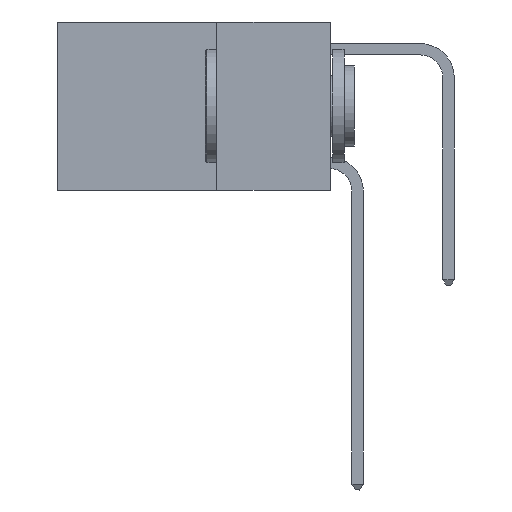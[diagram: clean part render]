
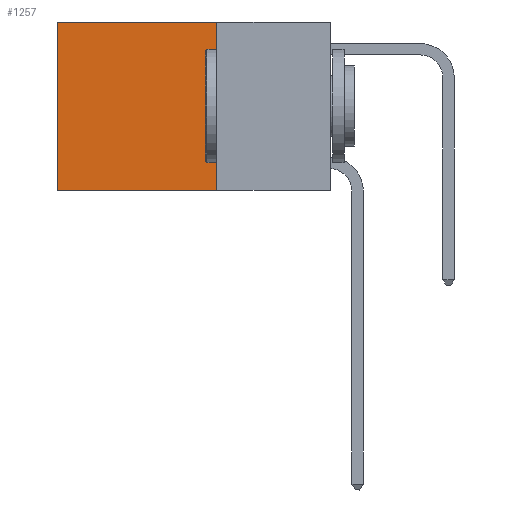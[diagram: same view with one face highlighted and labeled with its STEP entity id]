
A CAD part, left-side view. The second image highlights one B-rep face of the part: STEP entity #1257.
In plain terms, the highlighted planar face has unit normal (-1, 0, 0).
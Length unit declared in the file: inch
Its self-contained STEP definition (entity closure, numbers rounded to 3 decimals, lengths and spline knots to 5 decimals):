
#468 = EDGE_CURVE ( 'NONE', #14938, #3886, #3034, .T. ) ;
#1257 = ADVANCED_FACE ( 'NONE', ( #23374 ), #14416, .F. ) ;
#1842 = EDGE_LOOP ( 'NONE', ( #24124, #10079, #15463, #17828 ) ) ;
#1986 = DIRECTION ( 'NONE',  ( 1., 0., 0. ) ) ;
#2397 = VECTOR ( 'NONE', #14187, 39.37008 ) ;
#3034 = LINE ( 'NONE', #16358, #2397 ) ;
#3605 = VERTEX_POINT ( 'NONE', #16122 ) ;
#3886 = VERTEX_POINT ( 'NONE', #9148 ) ;
#3996 = DIRECTION ( 'NONE',  ( 0., 1., 0. ) ) ;
#7490 = VECTOR ( 'NONE', #25247, 39.37008 ) ;
#7756 = LINE ( 'NONE', #24580, #23542 ) ;
#8215 = CARTESIAN_POINT ( 'NONE',  ( 0.2625, 0.25, 0. ) ) ;
#9148 = CARTESIAN_POINT ( 'NONE',  ( 0.2625, 0.6, -0.37 ) ) ;
#9232 = AXIS2_PLACEMENT_3D ( 'NONE', #12338, #1986, #16512 ) ;
#10079 = ORIENTED_EDGE ( 'NONE', *, *, #17589, .F. ) ;
#10881 = CARTESIAN_POINT ( 'NONE',  ( 0.2625, 0.25, 0. ) ) ;
#12115 = CARTESIAN_POINT ( 'NONE',  ( 0.2625, 0.6, 0. ) ) ;
#12263 = DIRECTION ( 'NONE',  ( 0., 1., 0. ) ) ;
#12321 = LINE ( 'NONE', #10881, #7490 ) ;
#12338 = CARTESIAN_POINT ( 'NONE',  ( 0.2625, 0.25, 0. ) ) ;
#14187 = DIRECTION ( 'NONE',  ( 0., 0., -1. ) ) ;
#14416 = PLANE ( 'NONE',  #9232 ) ;
#14938 = VERTEX_POINT ( 'NONE', #12115 ) ;
#15463 = ORIENTED_EDGE ( 'NONE', *, *, #16463, .F. ) ;
#15974 = LINE ( 'NONE', #8215, #20814 ) ;
#16122 = CARTESIAN_POINT ( 'NONE',  ( 0.2625, 0.25, 0. ) ) ;
#16358 = CARTESIAN_POINT ( 'NONE',  ( 0.2625, 0.6, 0. ) ) ;
#16463 = EDGE_CURVE ( 'NONE', #3605, #24597, #12321, .T. ) ;
#16512 = DIRECTION ( 'NONE',  ( 0., 0., -1. ) ) ;
#17589 = EDGE_CURVE ( 'NONE', #24597, #3886, #7756, .T. ) ;
#17828 = ORIENTED_EDGE ( 'NONE', *, *, #23907, .T. ) ;
#20814 = VECTOR ( 'NONE', #3996, 39.37008 ) ;
#23374 = FACE_OUTER_BOUND ( 'NONE', #1842, .T. ) ;
#23542 = VECTOR ( 'NONE', #12263, 39.37008 ) ;
#23907 = EDGE_CURVE ( 'NONE', #3605, #14938, #15974, .T. ) ;
#24124 = ORIENTED_EDGE ( 'NONE', *, *, #468, .T. ) ;
#24580 = CARTESIAN_POINT ( 'NONE',  ( 0.2625, 0.25, -0.37 ) ) ;
#24597 = VERTEX_POINT ( 'NONE', #26569 ) ;
#25247 = DIRECTION ( 'NONE',  ( 0., 0., -1. ) ) ;
#26569 = CARTESIAN_POINT ( 'NONE',  ( 0.2625, 0.25, -0.37 ) ) ;
